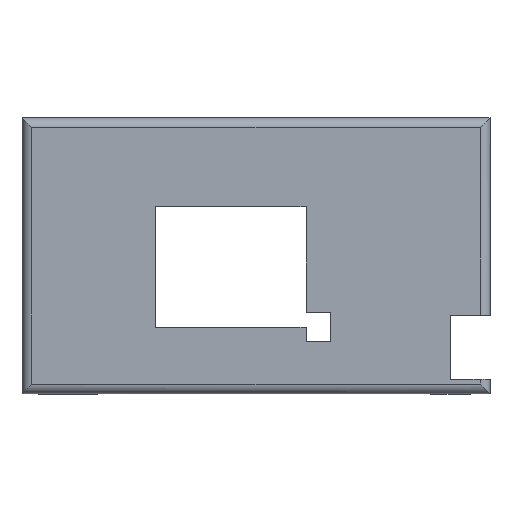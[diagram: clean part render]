
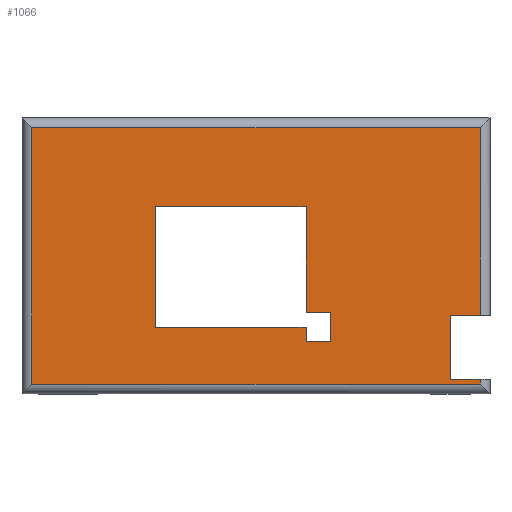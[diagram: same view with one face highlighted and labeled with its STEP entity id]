
A CAD part, top view. The second image highlights one B-rep face of the part: STEP entity #1066.
In plain terms, the highlighted planar face has unit normal (0, 0, 1).
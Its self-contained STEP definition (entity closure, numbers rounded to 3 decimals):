
#27=FACE_BOUND('',#94,.T.);
#35=FACE_OUTER_BOUND('',#93,.T.);
#93=EDGE_LOOP('',(#743,#744,#745,#746,#747,#748,#749,#750));
#94=EDGE_LOOP('',(#751,#752,#753,#754,#755,#756,#757,#758));
#145=LINE('',#1476,#294);
#169=LINE('',#1525,#318);
#171=LINE('',#1533,#320);
#173=LINE('',#1539,#322);
#175=LINE('',#1545,#324);
#178=LINE('',#1554,#327);
#179=LINE('',#1557,#328);
#180=LINE('',#1559,#329);
#181=LINE('',#1560,#330);
#182=LINE('',#1562,#331);
#183=LINE('',#1564,#332);
#184=LINE('',#1566,#333);
#185=LINE('',#1568,#334);
#186=LINE('',#1570,#335);
#187=LINE('',#1572,#336);
#188=LINE('',#1573,#337);
#294=VECTOR('',#1198,10.);
#318=VECTOR('',#1226,10.);
#320=VECTOR('',#1234,10.);
#322=VECTOR('',#1240,10.);
#324=VECTOR('',#1246,10.);
#327=VECTOR('',#1255,10.);
#328=VECTOR('',#1258,10.);
#329=VECTOR('',#1259,10.);
#330=VECTOR('',#1260,10.);
#331=VECTOR('',#1261,10.);
#332=VECTOR('',#1262,10.);
#333=VECTOR('',#1263,10.);
#334=VECTOR('',#1264,10.);
#335=VECTOR('',#1265,10.);
#336=VECTOR('',#1266,10.);
#337=VECTOR('',#1267,10.);
#442=VERTEX_POINT('',#1472);
#444=VERTEX_POINT('',#1475);
#466=VERTEX_POINT('',#1523);
#467=VERTEX_POINT('',#1524);
#470=VERTEX_POINT('',#1532);
#472=VERTEX_POINT('',#1538);
#474=VERTEX_POINT('',#1544);
#477=VERTEX_POINT('',#1552);
#478=VERTEX_POINT('',#1556);
#479=VERTEX_POINT('',#1558);
#480=VERTEX_POINT('',#1561);
#481=VERTEX_POINT('',#1563);
#482=VERTEX_POINT('',#1565);
#483=VERTEX_POINT('',#1567);
#484=VERTEX_POINT('',#1569);
#485=VERTEX_POINT('',#1571);
#543=EDGE_CURVE('',#444,#442,#145,.T.);
#567=EDGE_CURVE('',#466,#467,#169,.T.);
#571=EDGE_CURVE('',#467,#470,#171,.T.);
#574=EDGE_CURVE('',#470,#472,#173,.T.);
#577=EDGE_CURVE('',#472,#474,#175,.T.);
#582=EDGE_CURVE('',#477,#466,#178,.T.);
#583=EDGE_CURVE('',#477,#478,#179,.F.);
#584=EDGE_CURVE('',#478,#479,#180,.F.);
#585=EDGE_CURVE('',#479,#474,#181,.F.);
#586=EDGE_CURVE('',#442,#480,#182,.T.);
#587=EDGE_CURVE('',#480,#481,#183,.T.);
#588=EDGE_CURVE('',#482,#481,#184,.F.);
#589=EDGE_CURVE('',#482,#483,#185,.F.);
#590=EDGE_CURVE('',#483,#484,#186,.F.);
#591=EDGE_CURVE('',#484,#485,#187,.F.);
#592=EDGE_CURVE('',#485,#444,#188,.T.);
#743=ORIENTED_EDGE('',*,*,#577,.F.);
#744=ORIENTED_EDGE('',*,*,#574,.F.);
#745=ORIENTED_EDGE('',*,*,#571,.F.);
#746=ORIENTED_EDGE('',*,*,#567,.F.);
#747=ORIENTED_EDGE('',*,*,#582,.F.);
#748=ORIENTED_EDGE('',*,*,#583,.T.);
#749=ORIENTED_EDGE('',*,*,#584,.T.);
#750=ORIENTED_EDGE('',*,*,#585,.T.);
#751=ORIENTED_EDGE('',*,*,#586,.T.);
#752=ORIENTED_EDGE('',*,*,#587,.T.);
#753=ORIENTED_EDGE('',*,*,#588,.F.);
#754=ORIENTED_EDGE('',*,*,#589,.T.);
#755=ORIENTED_EDGE('',*,*,#590,.T.);
#756=ORIENTED_EDGE('',*,*,#591,.T.);
#757=ORIENTED_EDGE('',*,*,#592,.T.);
#758=ORIENTED_EDGE('',*,*,#543,.T.);
#1009=PLANE('',#1143);
#1066=ADVANCED_FACE('',(#35,#27),#1009,.T.);
#1143=AXIS2_PLACEMENT_3D('',#1555,#1256,#1257);
#1198=DIRECTION('',(0.,1.,0.));
#1226=DIRECTION('',(-1.,0.,0.));
#1234=DIRECTION('',(0.,1.,0.));
#1240=DIRECTION('',(1.,0.,0.));
#1246=DIRECTION('',(0.,-1.,0.));
#1255=DIRECTION('',(0.,-1.,0.));
#1256=DIRECTION('center_axis',(0.,0.,1.));
#1257=DIRECTION('ref_axis',(1.,0.,0.));
#1258=DIRECTION('',(1.,0.,0.));
#1259=DIRECTION('',(0.,-1.,0.));
#1260=DIRECTION('',(-1.,0.,0.));
#1261=DIRECTION('',(1.,0.,0.));
#1262=DIRECTION('',(0.,-1.,0.));
#1263=DIRECTION('',(1.,0.,0.));
#1264=DIRECTION('',(0.,1.,0.));
#1265=DIRECTION('',(1.,0.,0.));
#1266=DIRECTION('',(0.,-1.,0.));
#1267=DIRECTION('',(-1.,0.,0.));
#1472=CARTESIAN_POINT('',(12.2,40.56,19.1));
#1475=CARTESIAN_POINT('',(12.2,28.36,19.1));
#1476=CARTESIAN_POINT('',(12.2,38.014,19.1));
#1523=CARTESIAN_POINT('',(45.149,22.582,19.1));
#1524=CARTESIAN_POINT('',(-0.293,22.582,19.1));
#1525=CARTESIAN_POINT('',(9.773,22.582,19.1));
#1532=CARTESIAN_POINT('',(-0.293,48.555,19.1));
#1533=CARTESIAN_POINT('',(-0.293,42.562,19.1));
#1538=CARTESIAN_POINT('',(45.149,48.555,19.1));
#1539=CARTESIAN_POINT('',(32.503,48.555,19.1));
#1544=CARTESIAN_POINT('',(45.149,29.575,19.1));
#1545=CARTESIAN_POINT('',(45.149,28.575,19.1));
#1552=CARTESIAN_POINT('',(45.149,23.075,19.1));
#1554=CARTESIAN_POINT('',(45.149,28.575,19.1));
#1555=CARTESIAN_POINT('Origin',(21.138,35.569,19.1));
#1556=CARTESIAN_POINT('',(42.148,23.075,19.1));
#1557=CARTESIAN_POINT('',(31.643,23.075,19.1));
#1558=CARTESIAN_POINT('',(42.148,29.575,19.1));
#1559=CARTESIAN_POINT('',(42.148,32.322,19.1));
#1560=CARTESIAN_POINT('',(32.643,29.575,19.1));
#1561=CARTESIAN_POINT('',(27.5,40.56,19.1));
#1562=CARTESIAN_POINT('',(16.719,40.56,19.1));
#1563=CARTESIAN_POINT('',(27.5,29.86,19.1));
#1564=CARTESIAN_POINT('',(27.5,38.014,19.1));
#1565=CARTESIAN_POINT('',(30.,29.86,19.1));
#1566=CARTESIAN_POINT('',(24.319,29.86,19.1));
#1567=CARTESIAN_POINT('',(30.,26.86,19.1));
#1568=CARTESIAN_POINT('',(30.,35.014,19.1));
#1569=CARTESIAN_POINT('',(27.5,26.86,19.1));
#1570=CARTESIAN_POINT('',(24.319,26.86,19.1));
#1571=CARTESIAN_POINT('',(27.5,28.36,19.1));
#1572=CARTESIAN_POINT('',(27.5,33.464,19.1));
#1573=CARTESIAN_POINT('',(16.769,28.36,19.1));
